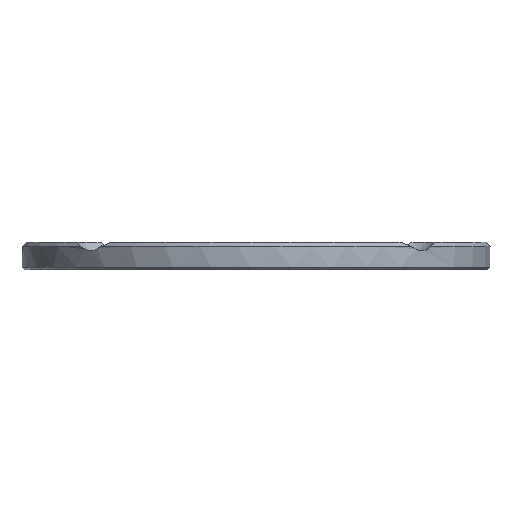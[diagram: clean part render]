
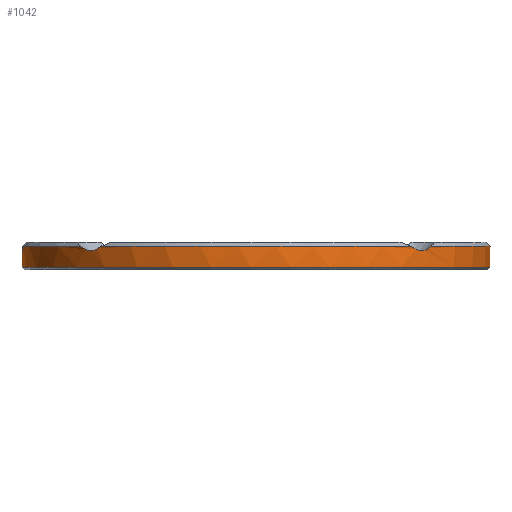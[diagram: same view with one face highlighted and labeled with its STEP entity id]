
A CAD part, front view. The second image highlights one B-rep face of the part: STEP entity #1042.
In plain terms, the highlighted cylindrical face has radius 27.95 mm (diameter 55.9 mm), a full revolution.
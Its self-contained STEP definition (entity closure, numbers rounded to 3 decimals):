
#47=B_SPLINE_CURVE_WITH_KNOTS('',3,(#1775,#1776,#1777,#1778,#1779),
 .UNSPECIFIED.,.F.,.F.,(4,1,4),(0.,0.002,0.004),
 .UNSPECIFIED.);
#48=B_SPLINE_CURVE_WITH_KNOTS('',3,(#1784,#1785,#1786,#1787,#1788),
 .UNSPECIFIED.,.F.,.F.,(4,1,4),(0.001,0.003,
0.004),.UNSPECIFIED.);
#49=B_SPLINE_CURVE_WITH_KNOTS('',3,(#1792,#1793,#1794,#1795,#1796),
 .UNSPECIFIED.,.F.,.F.,(4,1,4),(0.001,0.003,
0.004),.UNSPECIFIED.);
#50=B_SPLINE_CURVE_WITH_KNOTS('',3,(#1800,#1801,#1802,#1803,#1804),
 .UNSPECIFIED.,.F.,.F.,(4,1,4),(0.001,0.003,
0.004),.UNSPECIFIED.);
#95=CYLINDRICAL_SURFACE('',#1183,27.95);
#98=CIRCLE('',#1097,27.95);
#152=CIRCLE('',#1184,27.95);
#153=CIRCLE('',#1185,27.95);
#154=CIRCLE('',#1186,27.95);
#155=CIRCLE('',#1187,27.95);
#156=CIRCLE('',#1188,27.95);
#291=ORIENTED_EDGE('',*,*,#459,.F.);
#292=ORIENTED_EDGE('',*,*,#562,.T.);
#293=ORIENTED_EDGE('',*,*,#563,.T.);
#294=ORIENTED_EDGE('',*,*,#564,.T.);
#295=ORIENTED_EDGE('',*,*,#565,.T.);
#296=ORIENTED_EDGE('',*,*,#566,.T.);
#297=ORIENTED_EDGE('',*,*,#567,.T.);
#298=ORIENTED_EDGE('',*,*,#568,.T.);
#299=ORIENTED_EDGE('',*,*,#569,.T.);
#300=ORIENTED_EDGE('',*,*,#570,.T.);
#301=ORIENTED_EDGE('',*,*,#571,.T.);
#302=ORIENTED_EDGE('',*,*,#572,.T.);
#459=EDGE_CURVE('',#608,#605,#98,.F.);
#562=EDGE_CURVE('',#608,#697,#752,.F.);
#563=EDGE_CURVE('',#697,#698,#152,.T.);
#564=EDGE_CURVE('',#698,#605,#753,.T.);
#565=EDGE_CURVE('',#699,#700,#47,.T.);
#566=EDGE_CURVE('',#700,#701,#153,.F.);
#567=EDGE_CURVE('',#701,#702,#48,.T.);
#568=EDGE_CURVE('',#702,#703,#154,.F.);
#569=EDGE_CURVE('',#703,#704,#49,.T.);
#570=EDGE_CURVE('',#704,#705,#155,.F.);
#571=EDGE_CURVE('',#705,#706,#50,.T.);
#572=EDGE_CURVE('',#706,#699,#156,.F.);
#605=VERTEX_POINT('',#1547);
#608=VERTEX_POINT('',#1552);
#697=VERTEX_POINT('',#1771);
#698=VERTEX_POINT('',#1773);
#699=VERTEX_POINT('',#1780);
#700=VERTEX_POINT('',#1781);
#701=VERTEX_POINT('',#1783);
#702=VERTEX_POINT('',#1789);
#703=VERTEX_POINT('',#1791);
#704=VERTEX_POINT('',#1797);
#705=VERTEX_POINT('',#1799);
#706=VERTEX_POINT('',#1805);
#752=LINE('',#1770,#803);
#753=LINE('',#1774,#804);
#803=VECTOR('',#1451,1000.);
#804=VECTOR('',#1454,1000.);
#851=EDGE_LOOP('',(#291,#292,#293,#294));
#852=EDGE_LOOP('',(#295,#296,#297,#298,#299,#300,#301,#302));
#939=FACE_BOUND('',#851,.T.);
#940=FACE_BOUND('',#852,.T.);
#1042=ADVANCED_FACE('',(#939,#940),#95,.T.);
#1097=AXIS2_PLACEMENT_3D('',#1553,#1235,#1236);
#1183=AXIS2_PLACEMENT_3D('',#1769,#1449,#1450);
#1184=AXIS2_PLACEMENT_3D('',#1772,#1452,#1453);
#1185=AXIS2_PLACEMENT_3D('',#1782,#1455,#1456);
#1186=AXIS2_PLACEMENT_3D('',#1790,#1457,#1458);
#1187=AXIS2_PLACEMENT_3D('',#1798,#1459,#1460);
#1188=AXIS2_PLACEMENT_3D('',#1806,#1461,#1462);
#1235=DIRECTION('',(0.,0.,1.));
#1236=DIRECTION('',(0.,-1.,0.));
#1449=DIRECTION('',(0.,0.,1.));
#1450=DIRECTION('',(1.,0.,0.));
#1451=DIRECTION('',(0.,0.,1.));
#1452=DIRECTION('',(0.,0.,1.));
#1453=DIRECTION('',(1.,0.,0.));
#1454=DIRECTION('',(0.,0.,1.));
#1455=DIRECTION('',(0.,0.,1.));
#1456=DIRECTION('',(1.,0.,0.));
#1457=DIRECTION('',(0.,0.,1.));
#1458=DIRECTION('',(1.,0.,0.));
#1459=DIRECTION('',(0.,0.,1.));
#1460=DIRECTION('',(1.,0.,0.));
#1461=DIRECTION('',(0.,0.,1.));
#1462=DIRECTION('',(1.,0.,0.));
#1547=CARTESIAN_POINT('',(225.12,-137.543,27.3));
#1552=CARTESIAN_POINT('',(223.397,-134.558,27.3));
#1553=CARTESIAN_POINT('',(200.099,-149.998,27.3));
#1769=CARTESIAN_POINT('',(200.099,-149.998,26.5));
#1770=CARTESIAN_POINT('',(223.397,-134.558,26.5));
#1771=CARTESIAN_POINT('',(223.397,-134.558,25.5));
#1772=CARTESIAN_POINT('',(200.099,-149.998,25.5));
#1773=CARTESIAN_POINT('',(225.12,-137.543,25.5));
#1774=CARTESIAN_POINT('',(225.12,-137.543,26.5));
#1775=CARTESIAN_POINT('',(218.636,-129.08,28.));
#1776=CARTESIAN_POINT('',(219.025,-129.424,27.708));
#1777=CARTESIAN_POINT('',(219.871,-130.216,27.243));
#1778=CARTESIAN_POINT('',(220.672,-131.071,27.707));
#1779=CARTESIAN_POINT('',(221.017,-131.461,28.));
#1780=CARTESIAN_POINT('',(218.636,-129.08,28.));
#1781=CARTESIAN_POINT('',(221.017,-131.461,28.));
#1782=CARTESIAN_POINT('',(200.099,-149.998,28.));
#1783=CARTESIAN_POINT('',(221.017,-168.535,28.));
#1784=CARTESIAN_POINT('',(221.017,-168.535,28.));
#1785=CARTESIAN_POINT('',(220.677,-168.92,27.711));
#1786=CARTESIAN_POINT('',(219.883,-169.769,27.241));
#1787=CARTESIAN_POINT('',(219.024,-170.573,27.708));
#1788=CARTESIAN_POINT('',(218.636,-170.917,28.));
#1789=CARTESIAN_POINT('',(218.636,-170.917,28.));
#1790=CARTESIAN_POINT('',(200.099,-149.998,28.));
#1791=CARTESIAN_POINT('',(181.562,-170.917,28.));
#1792=CARTESIAN_POINT('',(181.562,-170.917,28.));
#1793=CARTESIAN_POINT('',(181.177,-170.576,27.711));
#1794=CARTESIAN_POINT('',(180.328,-169.782,27.241));
#1795=CARTESIAN_POINT('',(179.525,-168.924,27.708));
#1796=CARTESIAN_POINT('',(179.181,-168.535,28.));
#1797=CARTESIAN_POINT('',(179.181,-168.535,28.));
#1798=CARTESIAN_POINT('',(200.099,-149.998,28.));
#1799=CARTESIAN_POINT('',(179.181,-131.461,28.));
#1800=CARTESIAN_POINT('',(179.181,-131.461,28.));
#1801=CARTESIAN_POINT('',(179.521,-131.077,27.711));
#1802=CARTESIAN_POINT('',(180.315,-130.227,27.241));
#1803=CARTESIAN_POINT('',(181.174,-129.424,27.708));
#1804=CARTESIAN_POINT('',(181.562,-129.08,28.));
#1805=CARTESIAN_POINT('',(181.562,-129.08,28.));
#1806=CARTESIAN_POINT('',(200.099,-149.998,28.));
